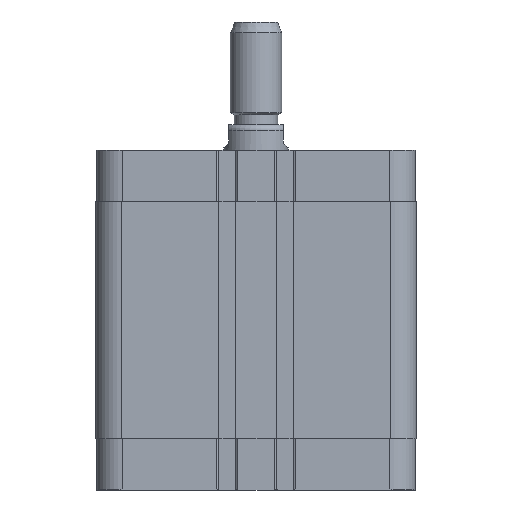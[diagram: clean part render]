
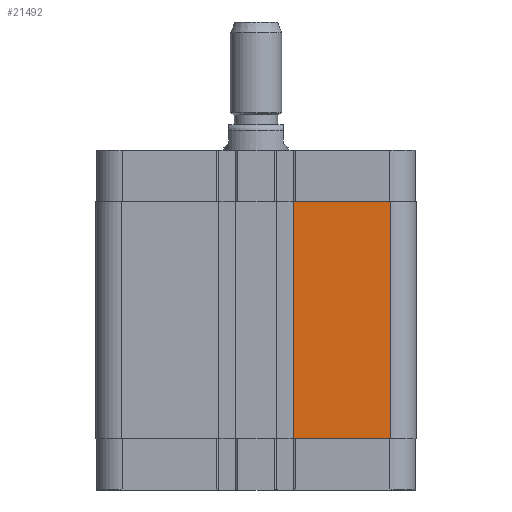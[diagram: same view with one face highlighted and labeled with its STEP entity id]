
A CAD part, front view. The second image highlights one B-rep face of the part: STEP entity #21492.
In plain terms, the highlighted planar face has unit normal (0, -1, 0).
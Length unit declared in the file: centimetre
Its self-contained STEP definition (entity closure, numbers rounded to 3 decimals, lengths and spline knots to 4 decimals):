
#915=PLANE($,#22343);
#2039=FACE_OUTER_BOUND($,#3326,.T.);
#3326=EDGE_LOOP($,(#19225,#19226,#19227,#19228));
#4787=LINE($,#42472,#6400);
#4905=LINE($,#42812,#6518);
#4941=LINE($,#42916,#6554);
#4942=LINE($,#42918,#6555);
#6400=VECTOR($,#24994,3.025);
#6518=VECTOR($,#25340,3.025);
#6554=VECTOR($,#25438,7.4);
#6555=VECTOR($,#25441,7.4);
#9947=VERTEX_POINT($,#42469);
#9948=VERTEX_POINT($,#42471);
#10055=VERTEX_POINT($,#42809);
#10056=VERTEX_POINT($,#42811);
#12980=EDGE_CURVE($,#9948,#9947,#4787,.T.);
#13150=EDGE_CURVE($,#10056,#10055,#4905,.T.);
#13203=EDGE_CURVE($,#10055,#9948,#4941,.T.);
#13204=EDGE_CURVE($,#10056,#9947,#4942,.T.);
#19225=ORIENTED_EDGE($,*,*,#12980,.T.);
#19226=ORIENTED_EDGE($,*,*,#13204,.F.);
#19227=ORIENTED_EDGE($,*,*,#13150,.T.);
#19228=ORIENTED_EDGE($,*,*,#13203,.T.);
#21492=ADVANCED_FACE($,(#2039),#915,.T.);
#22343=AXIS2_PLACEMENT_3D($,#42917,#25439,#25440);
#24994=DIRECTION($,(-1.,0.,0.));
#25340=DIRECTION($,(1.,0.,0.));
#25438=DIRECTION($,(0.,0.,1.));
#25439=DIRECTION('center_axis',(0.,-1.,0.));
#25440=DIRECTION('ref_axis',(1.,0.,0.));
#25441=DIRECTION($,(0.,0.,1.));
#42469=CARTESIAN_POINT('',(1.175,-5.,9.));
#42471=CARTESIAN_POINT('',(4.2,-5.,9.));
#42472=CARTESIAN_POINT($,(4.2,-5.,9.));
#42809=CARTESIAN_POINT('',(4.2,-5.,1.6));
#42811=CARTESIAN_POINT('',(1.175,-5.,1.6));
#42812=CARTESIAN_POINT($,(1.175,-5.,1.6));
#42916=CARTESIAN_POINT($,(4.2,-5.,1.6));
#42917=CARTESIAN_POINT('Origin',(4.2,-5.,22.8));
#42918=CARTESIAN_POINT($,(1.175,-5.,1.6));
